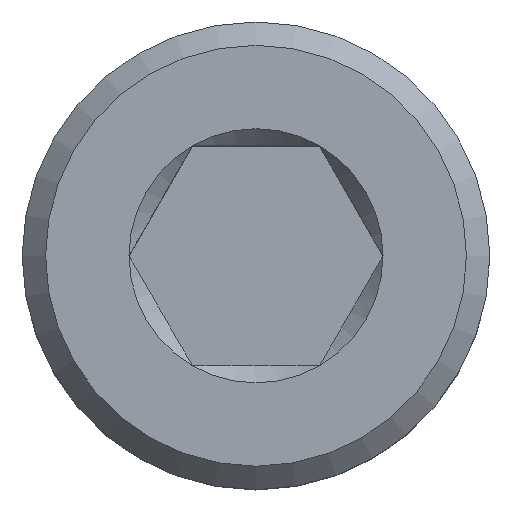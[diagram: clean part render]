
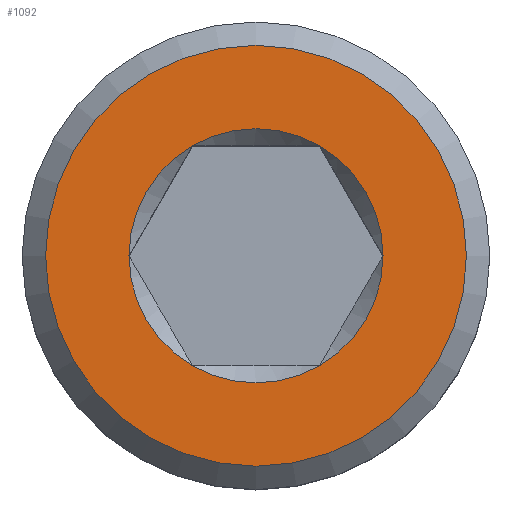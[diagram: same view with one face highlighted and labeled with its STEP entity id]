
A CAD part, top view. The second image highlights one B-rep face of the part: STEP entity #1092.
In plain terms, the highlighted planar face has unit normal (0, 0, 1).
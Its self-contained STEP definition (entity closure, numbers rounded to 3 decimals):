
#15=FACE_BOUND('',#159,.T.);
#18=PLANE('',#1179);
#94=FACE_OUTER_BOUND('',#158,.T.);
#158=EDGE_LOOP('',(#947));
#159=EDGE_LOOP('',(#948,#949,#950,#951,#952,#953));
#180=CIRCLE('',#1168,3.825);
#181=CIRCLE('',#1170,2.309);
#185=CIRCLE('',#1180,2.309);
#186=CIRCLE('',#1181,2.309);
#187=CIRCLE('',#1182,2.309);
#188=CIRCLE('',#1183,2.309);
#189=CIRCLE('',#1184,2.309);
#479=VERTEX_POINT('',#4412);
#480=VERTEX_POINT('',#4416);
#481=VERTEX_POINT('',#4417);
#488=VERTEX_POINT('',#5663);
#489=VERTEX_POINT('',#5665);
#490=VERTEX_POINT('',#5667);
#491=VERTEX_POINT('',#5669);
#626=EDGE_CURVE('',#479,#479,#180,.T.);
#628=EDGE_CURVE('',#480,#481,#181,.T.);
#643=EDGE_CURVE('',#481,#488,#185,.T.);
#644=EDGE_CURVE('',#489,#480,#186,.T.);
#645=EDGE_CURVE('',#490,#489,#187,.T.);
#646=EDGE_CURVE('',#491,#490,#188,.T.);
#647=EDGE_CURVE('',#488,#491,#189,.T.);
#947=ORIENTED_EDGE('',*,*,#626,.T.);
#948=ORIENTED_EDGE('',*,*,#643,.F.);
#949=ORIENTED_EDGE('',*,*,#628,.F.);
#950=ORIENTED_EDGE('',*,*,#644,.F.);
#951=ORIENTED_EDGE('',*,*,#645,.F.);
#952=ORIENTED_EDGE('',*,*,#646,.F.);
#953=ORIENTED_EDGE('',*,*,#647,.F.);
#1092=ADVANCED_FACE('',(#94,#15),#18,.T.);
#1168=AXIS2_PLACEMENT_3D('',#4414,#1338,#1339);
#1170=AXIS2_PLACEMENT_3D('',#4421,#1342,#1343);
#1179=AXIS2_PLACEMENT_3D('',#5662,#1362,#1363);
#1180=AXIS2_PLACEMENT_3D('',#5664,#1364,#1365);
#1181=AXIS2_PLACEMENT_3D('',#5666,#1366,#1367);
#1182=AXIS2_PLACEMENT_3D('',#5668,#1368,#1369);
#1183=AXIS2_PLACEMENT_3D('',#5670,#1370,#1371);
#1184=AXIS2_PLACEMENT_3D('',#5671,#1372,#1373);
#1338=DIRECTION('center_axis',(0.,0.,
1.));
#1339=DIRECTION('ref_axis',(0.,1.,0.));
#1342=DIRECTION('center_axis',(0.,0.,
1.));
#1343=DIRECTION('ref_axis',(0.,1.,0.));
#1362=DIRECTION('center_axis',(0.,0.,
1.));
#1363=DIRECTION('ref_axis',(0.,1.,0.));
#1364=DIRECTION('center_axis',(0.,0.,
1.));
#1365=DIRECTION('ref_axis',(0.,1.,0.));
#1366=DIRECTION('center_axis',(0.,0.,
1.));
#1367=DIRECTION('ref_axis',(0.,1.,0.));
#1368=DIRECTION('center_axis',(0.,0.,
1.));
#1369=DIRECTION('ref_axis',(0.,1.,0.));
#1370=DIRECTION('center_axis',(0.,0.,
1.));
#1371=DIRECTION('ref_axis',(0.,1.,0.));
#1372=DIRECTION('center_axis',(0.,0.,
1.));
#1373=DIRECTION('ref_axis',(0.,1.,0.));
#4412=CARTESIAN_POINT('',(0.,3.825,10.5));
#4414=CARTESIAN_POINT('Origin',(0.,0.,
10.5));
#4416=CARTESIAN_POINT('',(1.155,2.,10.5));
#4417=CARTESIAN_POINT('',(-1.155,2.,10.5));
#4421=CARTESIAN_POINT('Origin',(0.,0.,
10.5));
#5662=CARTESIAN_POINT('Origin',(0.,0.,
10.5));
#5663=CARTESIAN_POINT('',(-2.309,0.,10.5));
#5664=CARTESIAN_POINT('Origin',(0.,0.,
10.5));
#5665=CARTESIAN_POINT('',(2.309,0.,10.5));
#5666=CARTESIAN_POINT('Origin',(0.,0.,
10.5));
#5667=CARTESIAN_POINT('',(1.155,-2.,10.5));
#5668=CARTESIAN_POINT('Origin',(0.,0.,
10.5));
#5669=CARTESIAN_POINT('',(-1.155,-2.,10.5));
#5670=CARTESIAN_POINT('Origin',(0.,0.,
10.5));
#5671=CARTESIAN_POINT('Origin',(0.,0.,
10.5));
